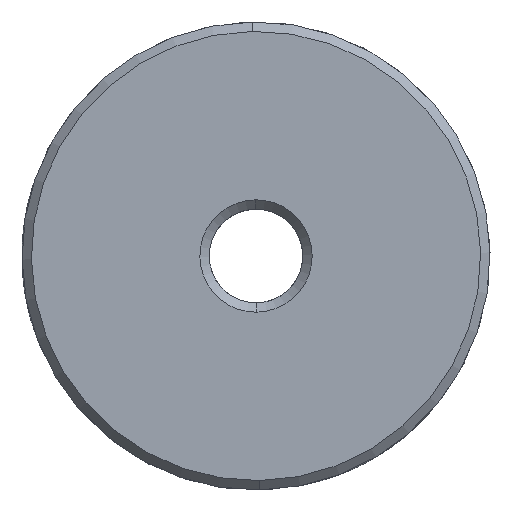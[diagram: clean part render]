
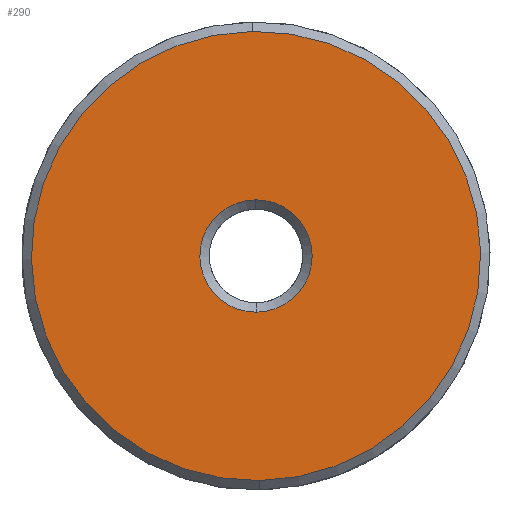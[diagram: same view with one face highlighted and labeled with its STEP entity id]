
A CAD part, left-side view. The second image highlights one B-rep face of the part: STEP entity #290.
In plain terms, the highlighted planar face has unit normal (-1, 0, 0).
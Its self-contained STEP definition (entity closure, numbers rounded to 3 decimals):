
#290=ADVANCED_FACE('',(#821,#822),#823,.F.);
#821=FACE_OUTER_BOUND('',#1943,.T.);
#822=FACE_BOUND('',#1944,.T.);
#823=PLANE('',#1945);
#1943=EDGE_LOOP('',(#3869,#3870));
#1944=EDGE_LOOP('',(#3871,#3872));
#1945=AXIS2_PLACEMENT_3D('',#3873,#3874,#3875);
#3869=ORIENTED_EDGE('',*,*,#4585,.F.);
#3870=ORIENTED_EDGE('',*,*,#4441,.F.);
#3871=ORIENTED_EDGE('',*,*,#4591,.F.);
#3872=ORIENTED_EDGE('',*,*,#4426,.F.);
#3873=CARTESIAN_POINT('',(-9.7,3.75,0.));
#3874=DIRECTION('',(1.0,0.0,0.0));
#3875=DIRECTION('',(0.0,0.0,-1.0));
#4426=EDGE_CURVE('',#5315,#5318,#5319,.T.);
#4441=EDGE_CURVE('',#5341,#5343,#5344,.T.);
#4585=EDGE_CURVE('',#5343,#5341,#5573,.T.);
#4591=EDGE_CURVE('',#5318,#5315,#5579,.T.);
#5315=VERTEX_POINT('',#6815);
#5318=VERTEX_POINT('',#6819);
#5319=CIRCLE('',#6820,2.4);
#5341=VERTEX_POINT('',#6849);
#5343=VERTEX_POINT('',#6852);
#5344=CIRCLE('',#6853,9.6);
#5573=CIRCLE('',#7093,9.6);
#5579=CIRCLE('',#7099,2.4);
#6815=CARTESIAN_POINT('',(-9.7,3.714,-2.4));
#6819=CARTESIAN_POINT('',(-9.7,3.786,2.4));
#6820=AXIS2_PLACEMENT_3D('',#8252,#8253,#8254);
#6849=CARTESIAN_POINT('',(-9.7,3.604,-9.599));
#6852=CARTESIAN_POINT('',(-9.7,3.896,9.599));
#6853=AXIS2_PLACEMENT_3D('',#8281,#8282,#8283);
#7093=AXIS2_PLACEMENT_3D('',#8691,#8692,#8693);
#7099=AXIS2_PLACEMENT_3D('',#8709,#8710,#8711);
#8252=CARTESIAN_POINT('',(-9.7,3.75,0.));
#8253=DIRECTION('',(-1.0,-0.0,0.0));
#8254=DIRECTION('',(0.0,-0.015,-1.));
#8281=CARTESIAN_POINT('',(-9.7,3.75,0.));
#8282=DIRECTION('',(1.0,0.0,0.0));
#8283=DIRECTION('',(0.0,-0.015,-1.));
#8691=CARTESIAN_POINT('',(-9.7,3.75,0.));
#8692=DIRECTION('',(1.0,0.0,0.0));
#8693=DIRECTION('',(0.0,-0.015,-1.));
#8709=CARTESIAN_POINT('',(-9.7,3.75,0.));
#8710=DIRECTION('',(-1.0,-0.0,0.0));
#8711=DIRECTION('',(0.0,-0.015,-1.));
